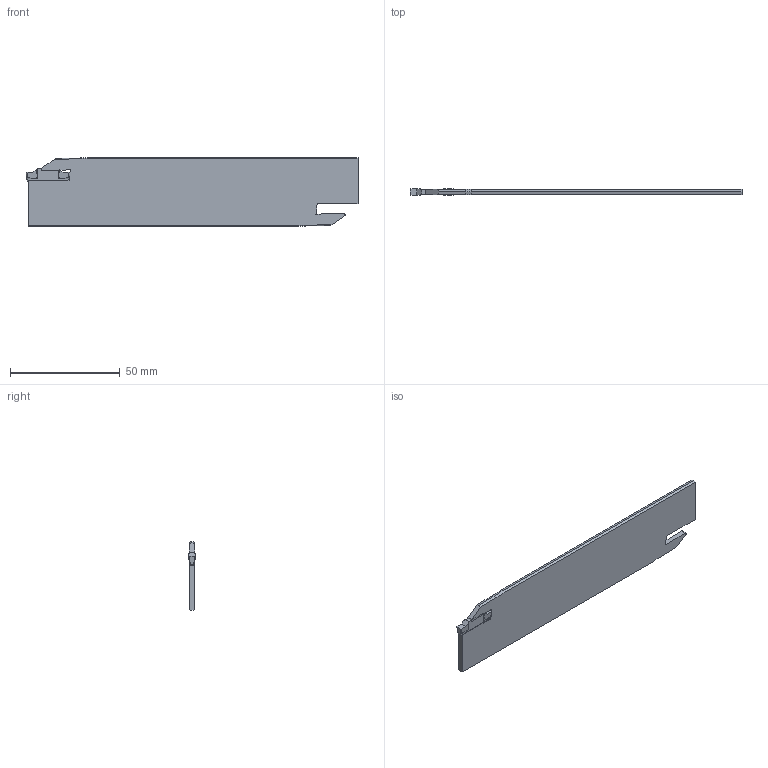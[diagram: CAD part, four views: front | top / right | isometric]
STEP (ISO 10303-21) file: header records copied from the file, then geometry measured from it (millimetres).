
FILE_DESCRIPTION(/* description */ (''),/* implementation_level */ '2;1');
FILE_NAME(/* name */ 'AKL-TD-32-3.stp',/* time_stamp */ '2023-10-31T23:32:46+03:00',/* author */ (''),/* organization */ (''),/* preprocessor_version */ 'ST-DEVELOPER v19.4',/* originating_system */ 'SIEMENS PLM Software NX2306.3001',/* authorisation */ '');
FILE_SCHEMA (('AUTOMOTIVE_DESIGN { 1 0 10303 214 3 1 1 1 }'));
Length unit declared in the file: millimetre
Products named in the file (1): AKL-TD-32-3_objects
Bounding box: 151 x 2.99 x 31.36 mm (x, y, z)
Volume: 10727.2 mm3; surface area: 9971.2 mm2
Topology: 2 solids, 2 shells, 64 faces, 176 edges, 116 vertices
Faces by surface type: plane 42, cylinder 18, revolution 4
Entity records: 2159 total; most frequent: CARTESIAN_POINT 445, ORIENTED_EDGE 352, DIRECTION 348, EDGE_CURVE 176, LINE 130, VECTOR 130, VERTEX_POINT 116, AXIS2_PLACEMENT_3D 107
